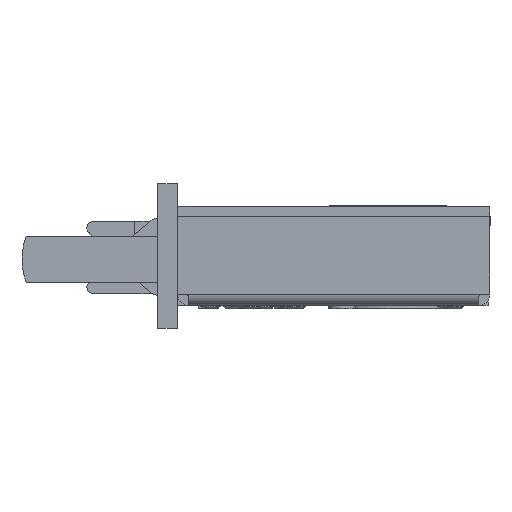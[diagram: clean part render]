
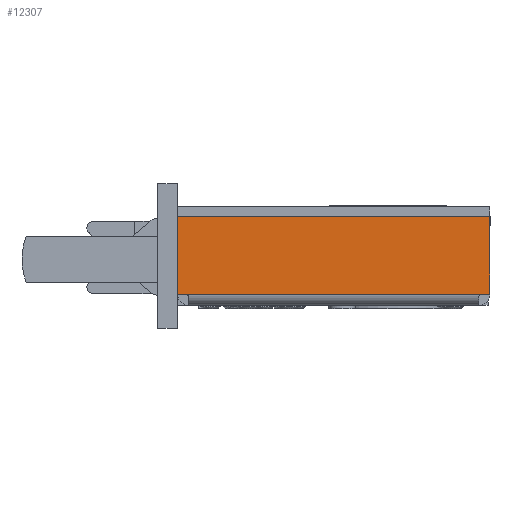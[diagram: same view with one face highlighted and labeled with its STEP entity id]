
A CAD part, front view. The second image highlights one B-rep face of the part: STEP entity #12307.
In plain terms, the highlighted planar face has unit normal (0, -1, 0).
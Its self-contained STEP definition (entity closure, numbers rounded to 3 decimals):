
#239 = EDGE_CURVE ( 'NONE', #18019, #7785, #940, .T. ) ;
#252 = CARTESIAN_POINT ( 'NONE',  ( 45.8, -1.7, 0.2 ) ) ;
#940 = LINE ( 'NONE', #13301, #20902 ) ;
#1401 = VECTOR ( 'NONE', #16289, 1000. ) ;
#1578 = CARTESIAN_POINT ( 'NONE',  ( 44.1, -1.7, 0.2 ) ) ;
#2690 = ORIENTED_EDGE ( 'NONE', *, *, #239, .F. ) ;
#2840 = VECTOR ( 'NONE', #14708, 1000. ) ;
#3038 = EDGE_LOOP ( 'NONE', ( #13160, #17578, #16950, #4897, #2690, #5075 ) ) ;
#4039 = EDGE_CURVE ( 'NONE', #10899, #10895, #17217, .T. ) ;
#4897 = ORIENTED_EDGE ( 'NONE', *, *, #7272, .T. ) ;
#5075 = ORIENTED_EDGE ( 'NONE', *, *, #23309, .F. ) ;
#5408 = FACE_OUTER_BOUND ( 'NONE', #3038, .T. ) ;
#6898 = CARTESIAN_POINT ( 'NONE',  ( -1.7, -1.7, 0.2 ) ) ;
#7272 = EDGE_CURVE ( 'NONE', #10895, #7785, #20252, .T. ) ;
#7305 = CARTESIAN_POINT ( 'NONE',  ( 0., -1.7, 0. ) ) ;
#7785 = VERTEX_POINT ( 'NONE', #11869 ) ;
#7792 = CARTESIAN_POINT ( 'NONE',  ( 0., -1.7, 0.2 ) ) ;
#7834 = CARTESIAN_POINT ( 'NONE',  ( 44.1, -1.7, 0.2 ) ) ;
#8240 = AXIS2_PLACEMENT_3D ( 'NONE', #7305, #20494, #10289 ) ;
#9751 = CARTESIAN_POINT ( 'NONE',  ( 45.8, -1.7, 12. ) ) ;
#10032 = CARTESIAN_POINT ( 'NONE',  ( 0., -1.7, 12. ) ) ;
#10289 = DIRECTION ( 'NONE',  ( 0., 0., 1. ) ) ;
#10895 = VERTEX_POINT ( 'NONE', #9751 ) ;
#10899 = VERTEX_POINT ( 'NONE', #12737 ) ;
#11650 = LINE ( 'NONE', #1578, #2840 ) ;
#11869 = CARTESIAN_POINT ( 'NONE',  ( -1.7, -1.7, 12. ) ) ;
#11877 = VERTEX_POINT ( 'NONE', #18740 ) ;
#12307 = ADVANCED_FACE ( 'NONE', ( #5408 ), #17478, .F. ) ;
#12737 = CARTESIAN_POINT ( 'NONE',  ( 45.8, -1.7, 0.2 ) ) ;
#12805 = EDGE_CURVE ( 'NONE', #19606, #11877, #20799, .T. ) ;
#13045 = VECTOR ( 'NONE', #14252, 1000. ) ;
#13160 = ORIENTED_EDGE ( 'NONE', *, *, #12805, .F. ) ;
#13301 = CARTESIAN_POINT ( 'NONE',  ( -1.7, -1.7, 0.2 ) ) ;
#14252 = DIRECTION ( 'NONE',  ( -1., 0., 0. ) ) ;
#14708 = DIRECTION ( 'NONE',  ( 1., 0., 0. ) ) ;
#15008 = DIRECTION ( 'NONE',  ( 0., 0., 1. ) ) ;
#16202 = LINE ( 'NONE', #16222, #1401 ) ;
#16222 = CARTESIAN_POINT ( 'NONE',  ( 0., -1.7, 0.2 ) ) ;
#16289 = DIRECTION ( 'NONE',  ( -1., 0., 0. ) ) ;
#16950 = ORIENTED_EDGE ( 'NONE', *, *, #4039, .T. ) ;
#17217 = LINE ( 'NONE', #252, #20758 ) ;
#17478 = PLANE ( 'NONE',  #8240 ) ;
#17578 = ORIENTED_EDGE ( 'NONE', *, *, #23082, .T. ) ;
#18019 = VERTEX_POINT ( 'NONE', #6898 ) ;
#18633 = DIRECTION ( 'NONE',  ( 0., 0., 1. ) ) ;
#18740 = CARTESIAN_POINT ( 'NONE',  ( 0., -1.7, 0.2 ) ) ;
#19606 = VERTEX_POINT ( 'NONE', #7834 ) ;
#20252 = LINE ( 'NONE', #10032, #22116 ) ;
#20494 = DIRECTION ( 'NONE',  ( 0., 1., 0. ) ) ;
#20758 = VECTOR ( 'NONE', #18633, 1000. ) ;
#20799 = LINE ( 'NONE', #7792, #13045 ) ;
#20902 = VECTOR ( 'NONE', #15008, 1000. ) ;
#22116 = VECTOR ( 'NONE', #23275, 1000. ) ;
#23082 = EDGE_CURVE ( 'NONE', #19606, #10899, #11650, .T. ) ;
#23275 = DIRECTION ( 'NONE',  ( -1., 0., 0. ) ) ;
#23309 = EDGE_CURVE ( 'NONE', #11877, #18019, #16202, .T. ) ;
